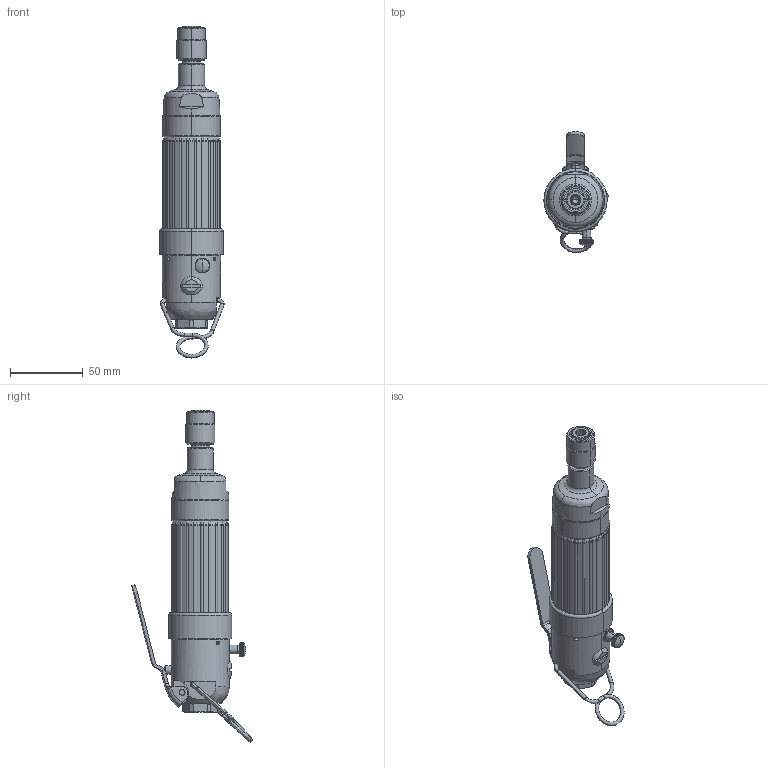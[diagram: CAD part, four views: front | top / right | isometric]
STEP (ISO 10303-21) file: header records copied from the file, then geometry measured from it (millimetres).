
FILE_DESCRIPTION((''),'2;1');
FILE_NAME('8434108106_FILLED_ASM','2021-06-22T19:00:29',('INEEXTrab'),(''),'CREO PARAMETRIC BY PTC INC, 2020281','CREO PARAMETRIC BY PTC INC, 2020281','');
FILE_SCHEMA(('CONFIG_CONTROL_DESIGN'));
Length unit declared in the file: inch
Products named in the file (3): EXT_COMP_SW0066; 4210024300_SPEC; 8434108106_FILLED_ASM
Assembly tree (2 placements, depth 2):
  8434108106_FILLED_ASM
    EXT_COMP_SW0066
    4210024300_SPEC
Bounding box: 44.19 x 83.17 x 228.51 mm (x, y, z)
Volume: 206326.9 mm3; surface area: 34416 mm2
Topology: 6 solids, 6 shells, 778 faces, 1839 edges, 1084 vertices
Faces by surface type: plane 356, cylinder 232, torus 86, cone 80, bspline 18, sphere 6
Entity records: 23952 total; most frequent: CARTESIAN_POINT 6272, DIRECTION 3780, ORIENTED_EDGE 3650, EDGE_CURVE 1825, AXIS2_PLACEMENT_3D 1501, VERTEX_POINT 1082, EDGE_LOOP 807, VECTOR 778
